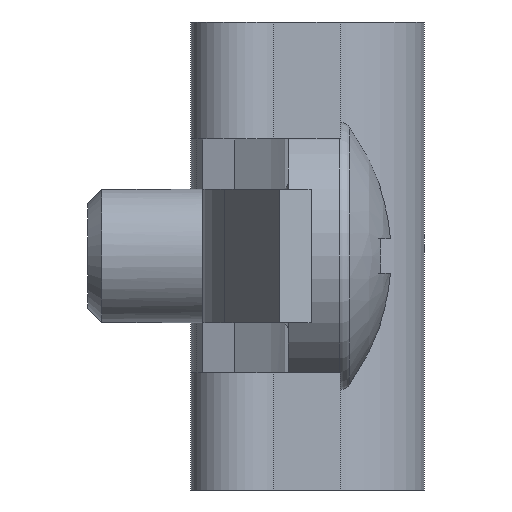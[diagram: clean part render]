
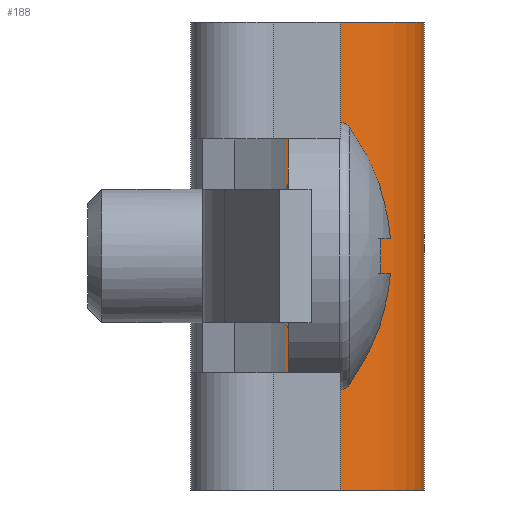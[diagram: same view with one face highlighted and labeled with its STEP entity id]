
A CAD part, left-side view. The second image highlights one B-rep face of the part: STEP entity #188.
In plain terms, the highlighted cylindrical face has radius 3.464 mm (diameter 6.928 mm), a partial arc.
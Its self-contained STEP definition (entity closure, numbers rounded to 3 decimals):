
#188 = ADVANCED_FACE( '', ( #394 ), #395, .T. );
#394 = FACE_OUTER_BOUND( '', #608, .T. );
#395 = CYLINDRICAL_SURFACE( '', #609, 3.464 );
#608 = EDGE_LOOP( '', ( #1104, #1105, #1106, #1107 ) );
#609 = AXIS2_PLACEMENT_3D( '', #1108, #1109, #1110 );
#1104 = ORIENTED_EDGE( '', *, *, #1395, .T. );
#1105 = ORIENTED_EDGE( '', *, *, #1347, .F. );
#1106 = ORIENTED_EDGE( '', *, *, #1428, .F. );
#1107 = ORIENTED_EDGE( '', *, *, #1446, .T. );
#1108 = CARTESIAN_POINT( '', ( 21.66, -0.726, 7. ) );
#1109 = DIRECTION( '', ( 0., 0., 1. ) );
#1110 = DIRECTION( '', ( -1., 0., 0. ) );
#1347 = EDGE_CURVE( '', #1644, #1639, #1646, .T. );
#1395 = EDGE_CURVE( '', #1723, #1639, #1724, .T. );
#1428 = EDGE_CURVE( '', #1763, #1644, #1765, .T. );
#1446 = EDGE_CURVE( '', #1763, #1723, #1786, .T. );
#1639 = VERTEX_POINT( '', #2031 );
#1644 = VERTEX_POINT( '', #2038 );
#1646 = LINE( '', #2041, #2042 );
#1723 = VERTEX_POINT( '', #2200 );
#1724 = CIRCLE( '', #2201, 3.464 );
#1763 = VERTEX_POINT( '', #2255 );
#1765 = CIRCLE( '', #2257, 3.464 );
#1786 = LINE( '', #2283, #2284 );
#2031 = CARTESIAN_POINT( '', ( 22.502, -4.086, -7. ) );
#2038 = CARTESIAN_POINT( '', ( 22.502, -4.086, 7. ) );
#2041 = CARTESIAN_POINT( '', ( 22.502, -4.086, 7. ) );
#2042 = VECTOR( '', #2529, 1000. );
#2200 = CARTESIAN_POINT( '', ( 18.389, 0.414, -7. ) );
#2201 = AXIS2_PLACEMENT_3D( '', #2586, #2587, #2588 );
#2255 = CARTESIAN_POINT( '', ( 18.389, 0.414, 7. ) );
#2257 = AXIS2_PLACEMENT_3D( '', #2631, #2632, #2633 );
#2283 = CARTESIAN_POINT( '', ( 18.389, 0.414, 7. ) );
#2284 = VECTOR( '', #2651, 1000. );
#2529 = DIRECTION( '', ( 0., 0., -1. ) );
#2586 = CARTESIAN_POINT( '', ( 21.66, -0.726, -7. ) );
#2587 = DIRECTION( '', ( 0., 0., 1. ) );
#2588 = DIRECTION( '', ( 1., 0., 0. ) );
#2631 = CARTESIAN_POINT( '', ( 21.66, -0.726, 7. ) );
#2632 = DIRECTION( '', ( 0., 0., 1. ) );
#2633 = DIRECTION( '', ( 1., 0., 0. ) );
#2651 = DIRECTION( '', ( 0., 0., -1. ) );
